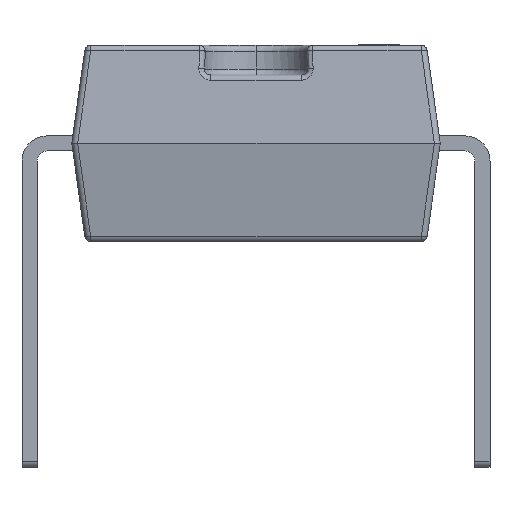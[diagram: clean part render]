
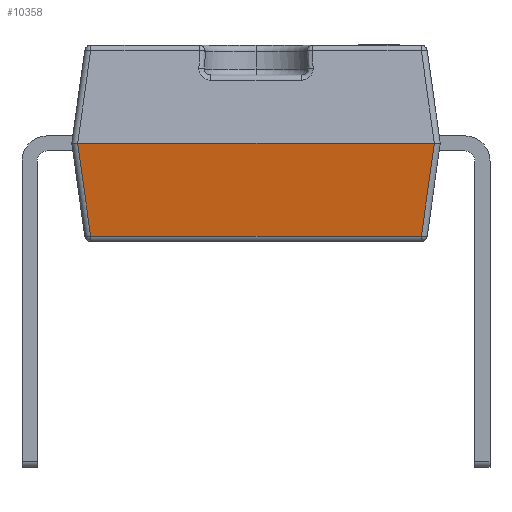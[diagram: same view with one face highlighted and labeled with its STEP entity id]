
A CAD part, left-side view. The second image highlights one B-rep face of the part: STEP entity #10358.
In plain terms, the highlighted planar face has unit normal (-0.99, 0, -0.139).
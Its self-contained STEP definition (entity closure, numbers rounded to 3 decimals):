
#1250 = LINE ( 'NONE', #18336, #16003 ) ;
#1495 = VECTOR ( 'NONE', #11445, 1000. ) ;
#1578 = VERTEX_POINT ( 'NONE', #16701 ) ;
#2824 = ORIENTED_EDGE ( 'NONE', *, *, #13176, .T. ) ;
#3538 = CARTESIAN_POINT ( 'NONE',  ( -4.55, 3.001, 0. ) ) ;
#4480 = VECTOR ( 'NONE', #19527, 1000. ) ;
#4871 = CARTESIAN_POINT ( 'NONE',  ( -4.552, 3.003, 0.013 ) ) ;
#5399 = CARTESIAN_POINT ( 'NONE',  ( -4.33, 2.781, -1.564 ) ) ;
#7799 = LINE ( 'NONE', #9393, #1495 ) ;
#8434 = DIRECTION ( 'NONE',  ( -0.139, 0., 0.99 ) ) ;
#8561 = ORIENTED_EDGE ( 'NONE', *, *, #15493, .F. ) ;
#8856 = VERTEX_POINT ( 'NONE', #3538 ) ;
#8909 = ORIENTED_EDGE ( 'NONE', *, *, #15219, .T. ) ;
#9393 = CARTESIAN_POINT ( 'NONE',  ( -4.434, -2.885, -0.825 ) ) ;
#10358 = ADVANCED_FACE ( 'NONE', ( #14747 ), #11421, .T. ) ;
#11421 = PLANE ( 'NONE',  #14691 ) ;
#11445 = DIRECTION ( 'NONE',  ( -0.138, -0.138, 0.981 ) ) ;
#11646 = EDGE_CURVE ( 'NONE', #8856, #21502, #15026, .T. ) ;
#12598 = CARTESIAN_POINT ( 'NONE',  ( -4.33, -2.868, -1.564 ) ) ;
#13176 = EDGE_CURVE ( 'NONE', #21502, #22117, #21246, .T. ) ;
#13234 = DIRECTION ( 'NONE',  ( 0., -1., 0. ) ) ;
#13875 = VECTOR ( 'NONE', #20477, 1000. ) ;
#14691 = AXIS2_PLACEMENT_3D ( 'NONE', #20317, #15410, #8434 ) ;
#14747 = FACE_OUTER_BOUND ( 'NONE', #21301, .T. ) ;
#15026 = LINE ( 'NONE', #4871, #13875 ) ;
#15219 = EDGE_CURVE ( 'NONE', #22117, #1578, #7799, .T. ) ;
#15410 = DIRECTION ( 'NONE',  ( -0.99, 0., -0.139 ) ) ;
#15493 = EDGE_CURVE ( 'NONE', #8856, #1578, #1250, .T. ) ;
#16003 = VECTOR ( 'NONE', #13234, 1000. ) ;
#16701 = CARTESIAN_POINT ( 'NONE',  ( -4.55, -3.001, 0. ) ) ;
#16932 = ORIENTED_EDGE ( 'NONE', *, *, #11646, .T. ) ;
#17063 = CARTESIAN_POINT ( 'NONE',  ( -4.33, -2.781, -1.564 ) ) ;
#18336 = CARTESIAN_POINT ( 'NONE',  ( -4.55, 3.1, 0. ) ) ;
#19527 = DIRECTION ( 'NONE',  ( 0., -1., 0. ) ) ;
#20317 = CARTESIAN_POINT ( 'NONE',  ( -4.55, 3.1, 0. ) ) ;
#20477 = DIRECTION ( 'NONE',  ( 0.138, -0.138, -0.981 ) ) ;
#21246 = LINE ( 'NONE', #12598, #4480 ) ;
#21301 = EDGE_LOOP ( 'NONE', ( #8561, #16932, #2824, #8909 ) ) ;
#21502 = VERTEX_POINT ( 'NONE', #5399 ) ;
#22117 = VERTEX_POINT ( 'NONE', #17063 ) ;
